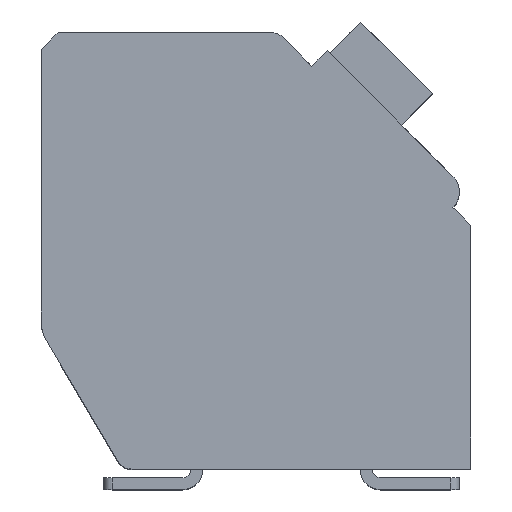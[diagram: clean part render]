
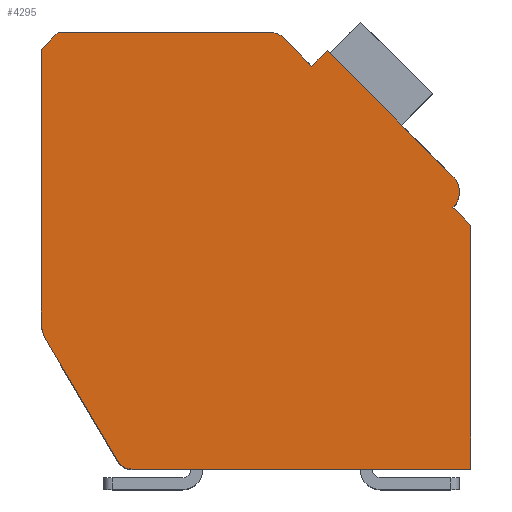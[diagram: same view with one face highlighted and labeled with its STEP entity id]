
A CAD part, top view. The second image highlights one B-rep face of the part: STEP entity #4295.
In plain terms, the highlighted planar face has unit normal (0, 0, 1).
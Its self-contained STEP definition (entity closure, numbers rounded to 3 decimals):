
#155=DIRECTION('',(0.,-1.,0.));
#156=VECTOR('',#155,8.053);
#157=CARTESIAN_POINT('',(-12.7,12.4,2.1));
#158=LINE('',#157,#156);
#159=DIRECTION('',(-0.707,-0.707,0.));
#160=VECTOR('',#159,0.707);
#161=CARTESIAN_POINT('',(-12.2,12.9,2.1));
#162=LINE('',#161,#160);
#163=DIRECTION('',(-1.,0.,0.));
#164=VECTOR('',#163,6.298);
#165=CARTESIAN_POINT('',(-5.902,12.9,2.1));
#166=LINE('',#165,#164);
#167=CARTESIAN_POINT('',(-5.902,12.4,2.1));
#168=DIRECTION('',(0.,0.,1.));
#169=DIRECTION('',(0.707,0.707,0.));
#170=AXIS2_PLACEMENT_3D('',#167,#168,#169);
#172=DIRECTION('',(-0.707,0.707,0.));
#173=VECTOR('',#172,1.197);
#174=CARTESIAN_POINT('',(-4.702,11.907,2.1));
#175=LINE('',#174,#173);
#176=DIRECTION('',(-0.707,-0.707,0.));
#177=VECTOR('',#176,0.65);
#178=CARTESIAN_POINT('',(-4.243,12.367,2.1));
#179=LINE('',#178,#177);
#180=DIRECTION('',(-0.707,0.707,0.));
#181=VECTOR('',#180,5.25);
#182=CARTESIAN_POINT('',(-0.53,8.655,2.1));
#183=LINE('',#182,#181);
#184=CARTESIAN_POINT('',(-0.99,8.195,2.1));
#185=DIRECTION('',(0.,0.,1.));
#186=DIRECTION('',(0.707,-0.707,0.));
#187=AXIS2_PLACEMENT_3D('',#184,#185,#186);
#189=DIRECTION('',(-0.707,0.707,0.));
#190=VECTOR('',#189,0.75);
#191=CARTESIAN_POINT('',(0.,7.205,2.1));
#192=LINE('',#191,#190);
#193=DIRECTION('',(0.,1.,0.));
#194=VECTOR('',#193,7.205);
#195=CARTESIAN_POINT('',(0.,0.,2.1));
#196=LINE('',#195,#194);
#197=DIRECTION('',(1.,0.,0.));
#198=VECTOR('',#197,10.014);
#199=CARTESIAN_POINT('',(-10.014,0.,2.1));
#200=LINE('',#199,#198);
#201=CARTESIAN_POINT('',(-10.014,0.5,2.1));
#202=DIRECTION('',(0.,0.,1.));
#203=DIRECTION('',(-0.862,-0.508,0.));
#204=AXIS2_PLACEMENT_3D('',#201,#202,#203);
#206=DIRECTION('',(0.508,-0.862,0.));
#207=VECTOR('',#206,4.17);
#208=CARTESIAN_POINT('',(-12.562,3.839,2.1));
#209=LINE('',#208,#207);
#210=CARTESIAN_POINT('',(-11.7,4.347,2.1));
#211=DIRECTION('',(0.,0.,1.));
#212=DIRECTION('',(-1.,0.,0.));
#213=AXIS2_PLACEMENT_3D('',#210,#211,#212);
#3187=CARTESIAN_POINT('',(-12.7,12.4,2.1));
#3188=CARTESIAN_POINT('',(-12.7,4.347,2.1));
#3189=VERTEX_POINT('',#3187);
#3190=VERTEX_POINT('',#3188);
#3191=CARTESIAN_POINT('',(-12.562,3.839,2.1));
#3192=VERTEX_POINT('',#3191);
#3193=CARTESIAN_POINT('',(-10.445,0.246,2.1));
#3194=VERTEX_POINT('',#3193);
#3195=CARTESIAN_POINT('',(-10.014,0.,2.1));
#3196=VERTEX_POINT('',#3195);
#3197=CARTESIAN_POINT('',(0.,0.,2.1));
#3198=VERTEX_POINT('',#3197);
#3199=CARTESIAN_POINT('',(0.,7.205,2.1));
#3200=VERTEX_POINT('',#3199);
#3201=CARTESIAN_POINT('',(-0.53,7.735,2.1));
#3202=VERTEX_POINT('',#3201);
#3203=CARTESIAN_POINT('',(-0.53,8.655,2.1));
#3204=VERTEX_POINT('',#3203);
#3205=CARTESIAN_POINT('',(-4.243,12.367,2.1));
#3206=VERTEX_POINT('',#3205);
#3207=CARTESIAN_POINT('',(-4.702,11.907,2.1));
#3208=VERTEX_POINT('',#3207);
#3209=CARTESIAN_POINT('',(-5.548,12.754,2.1));
#3210=VERTEX_POINT('',#3209);
#3211=CARTESIAN_POINT('',(-5.902,12.9,2.1));
#3212=VERTEX_POINT('',#3211);
#3213=CARTESIAN_POINT('',(-12.2,12.9,2.1));
#3214=VERTEX_POINT('',#3213);
#4262=CARTESIAN_POINT('',(0.,0.,2.1));
#4263=DIRECTION('',(0.,0.,1.));
#4264=DIRECTION('',(1.,0.,0.));
#4265=AXIS2_PLACEMENT_3D('',#4262,#4263,#4264);
#4266=PLANE('',#4265);
#4267=ORIENTED_EDGE('',*,*,#4153,.F.);
#4269=ORIENTED_EDGE('',*,*,#4268,.F.);
#4271=ORIENTED_EDGE('',*,*,#4270,.F.);
#4273=ORIENTED_EDGE('',*,*,#4272,.F.);
#4275=ORIENTED_EDGE('',*,*,#4274,.F.);
#4277=ORIENTED_EDGE('',*,*,#4276,.F.);
#4279=ORIENTED_EDGE('',*,*,#4278,.F.);
#4281=ORIENTED_EDGE('',*,*,#4280,.F.);
#4283=ORIENTED_EDGE('',*,*,#4282,.F.);
#4285=ORIENTED_EDGE('',*,*,#4284,.F.);
#4287=ORIENTED_EDGE('',*,*,#4286,.F.);
#4289=ORIENTED_EDGE('',*,*,#4288,.F.);
#4291=ORIENTED_EDGE('',*,*,#4290,.F.);
#4292=ORIENTED_EDGE('',*,*,#4210,.F.);
#4293=EDGE_LOOP('',(#4267,#4269,#4271,#4273,#4275,#4277,#4279,#4281,#4283,#4285,
#4287,#4289,#4291,#4292));
#4294=FACE_OUTER_BOUND('',#4293,.F.);
#171=CIRCLE('',#170,0.5);
#188=CIRCLE('',#187,0.65);
#205=CIRCLE('',#204,0.5);
#214=CIRCLE('',#213,1.);
#4153=EDGE_CURVE('',#3189,#3190,#158,.T.);
#4210=EDGE_CURVE('',#3190,#3192,#214,.T.);
#4268=EDGE_CURVE('',#3214,#3189,#162,.T.);
#4270=EDGE_CURVE('',#3212,#3214,#166,.T.);
#4272=EDGE_CURVE('',#3210,#3212,#171,.T.);
#4274=EDGE_CURVE('',#3208,#3210,#175,.T.);
#4276=EDGE_CURVE('',#3206,#3208,#179,.T.);
#4278=EDGE_CURVE('',#3204,#3206,#183,.T.);
#4280=EDGE_CURVE('',#3202,#3204,#188,.T.);
#4282=EDGE_CURVE('',#3200,#3202,#192,.T.);
#4284=EDGE_CURVE('',#3198,#3200,#196,.T.);
#4286=EDGE_CURVE('',#3196,#3198,#200,.T.);
#4288=EDGE_CURVE('',#3194,#3196,#205,.T.);
#4290=EDGE_CURVE('',#3192,#3194,#209,.T.);
#4295=ADVANCED_FACE('',(#4294),#4266,.T.);
